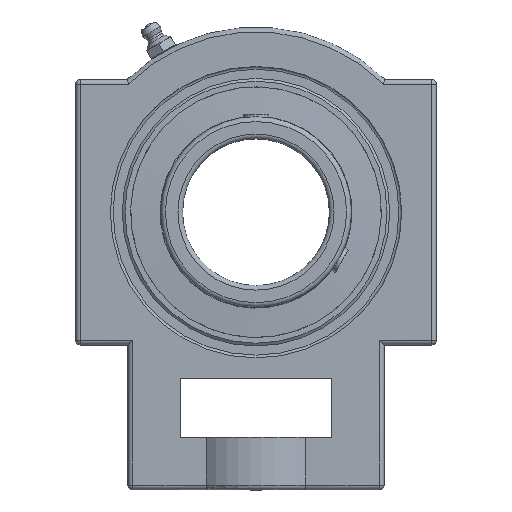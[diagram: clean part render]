
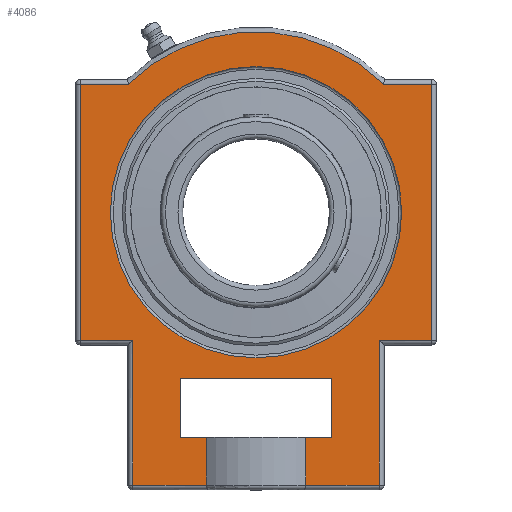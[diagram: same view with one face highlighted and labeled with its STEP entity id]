
A CAD part, top view. The second image highlights one B-rep face of the part: STEP entity #4086.
In plain terms, the highlighted face is planar.
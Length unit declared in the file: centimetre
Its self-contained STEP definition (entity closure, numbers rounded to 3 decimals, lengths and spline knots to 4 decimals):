
#107=CARTESIAN_POINT('',(0.,-4.7238,-1.85));
#108=VERTEX_POINT('',#107);
#118=CARTESIAN_POINT('',(0.,0.,-1.85));
#119=DIRECTION('',(0.,-0.,1.));
#120=DIRECTION('',(0.,1.,0.));
#121=AXIS2_PLACEMENT_3D('',#118,#119,#120);
#122=CIRCLE('',#121,4.7238);
#123=EDGE_CURVE('',#108,#108,#122,.T.);
#2804=CARTESIAN_POINT('',(-4.,-8.85,-1.85));
#2805=VERTEX_POINT('',#2804);
#2830=CARTESIAN_POINT('',(4.,-8.85,-1.85));
#2831=VERTEX_POINT('',#2830);
#2872=CARTESIAN_POINT('',(4.,-4.15,-1.85));
#2873=VERTEX_POINT('',#2872);
#2874=CARTESIAN_POINT('',(4.,-9.165,-1.85));
#2875=DIRECTION('',(0.,1.,0.));
#2876=VECTOR('',#2875,15.33);
#2877=LINE('',#2874,#2876);
#2878=EDGE_CURVE('',#2831,#2873,#2877,.T.);
#2906=CARTESIAN_POINT('',(-5.7,-4.15,-1.85));
#2907=VERTEX_POINT('',#2906);
#2932=CARTESIAN_POINT('',(5.7,-4.15,-1.85));
#2933=VERTEX_POINT('',#2932);
#2976=CARTESIAN_POINT('',(-5.7,4.15,-1.85));
#2977=VERTEX_POINT('',#2976);
#3002=CARTESIAN_POINT('',(5.7,4.15,-1.85));
#3003=VERTEX_POINT('',#3002);
#3044=CARTESIAN_POINT('',(4.1231,4.15,-1.85));
#3045=VERTEX_POINT('',#3044);
#3046=CARTESIAN_POINT('',(6.015,4.15,-1.85));
#3047=DIRECTION('',(-1.,0.,0.));
#3048=VECTOR('',#3047,12.03);
#3049=LINE('',#3046,#3048);
#3050=EDGE_CURVE('',#3003,#3045,#3049,.T.);
#3087=CARTESIAN_POINT('',(-4.1231,4.15,-1.85));
#3088=VERTEX_POINT('',#3087);
#3089=CARTESIAN_POINT('',(0.,0.,-1.85));
#3090=DIRECTION('',(0.,0.,1.));
#3091=DIRECTION('',(-0.,1.,0.));
#3092=AXIS2_PLACEMENT_3D('',#3089,#3090,#3091);
#3093=CIRCLE('',#3092,5.85);
#3094=EDGE_CURVE('',#3045,#3088,#3093,.T.);
#3121=CARTESIAN_POINT('',(6.015,4.15,-1.85));
#3122=DIRECTION('',(-1.,0.,0.));
#3123=VECTOR('',#3122,12.03);
#3124=LINE('',#3121,#3123);
#3125=EDGE_CURVE('',#3088,#2977,#3124,.T.);
#3183=CARTESIAN_POINT('',(5.7,-4.498,-1.85));
#3184=DIRECTION('',(0.,1.,0.));
#3185=VECTOR('',#3184,8.996);
#3186=LINE('',#3183,#3185);
#3187=EDGE_CURVE('',#2933,#3003,#3186,.T.);
#3237=CARTESIAN_POINT('',(-5.7,4.498,-1.85));
#3238=DIRECTION('',(0.,-1.,0.));
#3239=VECTOR('',#3238,8.996);
#3240=LINE('',#3237,#3239);
#3241=EDGE_CURVE('',#2977,#2907,#3240,.T.);
#3283=CARTESIAN_POINT('',(-6.015,-4.15,-1.85));
#3284=DIRECTION('',(1.,0.,-0.));
#3285=VECTOR('',#3284,12.03);
#3286=LINE('',#3283,#3285);
#3287=EDGE_CURVE('',#2873,#2933,#3286,.T.);
#3346=CARTESIAN_POINT('',(-4.,-4.15,-1.85));
#3347=VERTEX_POINT('',#3346);
#3348=CARTESIAN_POINT('',(-6.015,-4.15,-1.85));
#3349=DIRECTION('',(1.,0.,-0.));
#3350=VECTOR('',#3349,12.03);
#3351=LINE('',#3348,#3350);
#3352=EDGE_CURVE('',#2907,#3347,#3351,.T.);
#3369=CARTESIAN_POINT('',(-4.,6.165,-1.85));
#3370=DIRECTION('',(0.,-1.,0.));
#3371=VECTOR('',#3370,15.33);
#3372=LINE('',#3369,#3371);
#3373=EDGE_CURVE('',#3347,#2805,#3372,.T.);
#3413=CARTESIAN_POINT('',(1.6062,-8.85,-1.85));
#3414=VERTEX_POINT('',#3413);
#3415=CARTESIAN_POINT('',(-6.015,-8.85,-1.85));
#3416=DIRECTION('',(1.,0.,-0.));
#3417=VECTOR('',#3416,12.03);
#3418=LINE('',#3415,#3417);
#3419=EDGE_CURVE('',#3414,#2831,#3418,.T.);
#3486=CARTESIAN_POINT('',(-1.6062,-8.85,-1.85));
#3487=VERTEX_POINT('',#3486);
#3488=CARTESIAN_POINT('',(-6.015,-8.85,-1.85));
#3489=DIRECTION('',(1.,0.,-0.));
#3490=VECTOR('',#3489,12.03);
#3491=LINE('',#3488,#3490);
#3492=EDGE_CURVE('',#2805,#3487,#3491,.T.);
#4011=CARTESIAN_POINT('',(-2.5601,-2.1476,-1.85));
#4012=DIRECTION('',(0.,0.,1.));
#4013=DIRECTION('',(1.,0.,0.));
#4014=AXIS2_PLACEMENT_3D('',#4011,#4012,#4013);
#4015=PLANE('',#4014);
#4016=ORIENTED_EDGE('',*,*,#3492,.F.);
#4017=ORIENTED_EDGE('',*,*,#3373,.F.);
#4018=ORIENTED_EDGE('',*,*,#3352,.F.);
#4019=ORIENTED_EDGE('',*,*,#3241,.F.);
#4020=ORIENTED_EDGE('',*,*,#3125,.F.);
#4021=ORIENTED_EDGE('',*,*,#3094,.F.);
#4022=ORIENTED_EDGE('',*,*,#3050,.F.);
#4023=ORIENTED_EDGE('',*,*,#3187,.F.);
#4024=ORIENTED_EDGE('',*,*,#3287,.F.);
#4025=ORIENTED_EDGE('',*,*,#2878,.F.);
#4026=ORIENTED_EDGE('',*,*,#3419,.F.);
#4027=CARTESIAN_POINT('',(1.6062,-7.3,-1.85));
#4028=VERTEX_POINT('',#4027);
#4029=CARTESIAN_POINT('',(1.6062,-12353.15,-1.85));
#4030=DIRECTION('',(0.,1.,0.));
#4031=VECTOR('',#4030,24690.);
#4032=LINE('',#4029,#4031);
#4033=EDGE_CURVE('',#3414,#4028,#4032,.T.);
#4034=ORIENTED_EDGE('',*,*,#4033,.T.);
#4035=CARTESIAN_POINT('',(2.45,-7.3,-1.85));
#4036=VERTEX_POINT('',#4035);
#4037=CARTESIAN_POINT('',(12347.45,-7.3,-1.85));
#4038=DIRECTION('',(-1.,0.,0.));
#4039=VECTOR('',#4038,24690.);
#4040=LINE('',#4037,#4039);
#4041=EDGE_CURVE('',#4036,#4028,#4040,.T.);
#4042=ORIENTED_EDGE('',*,*,#4041,.F.);
#4043=CARTESIAN_POINT('',(2.45,-5.4,-1.85));
#4044=VERTEX_POINT('',#4043);
#4045=CARTESIAN_POINT('',(2.45,12339.6,-1.85));
#4046=DIRECTION('',(0.,-1.,0.));
#4047=VECTOR('',#4046,24690.);
#4048=LINE('',#4045,#4047);
#4049=EDGE_CURVE('',#4044,#4036,#4048,.T.);
#4050=ORIENTED_EDGE('',*,*,#4049,.F.);
#4051=CARTESIAN_POINT('',(-2.45,-5.4,-1.85));
#4052=VERTEX_POINT('',#4051);
#4053=CARTESIAN_POINT('',(-12345.,-5.4,-1.85));
#4054=DIRECTION('',(1.,0.,-0.));
#4055=VECTOR('',#4054,24690.);
#4056=LINE('',#4053,#4055);
#4057=EDGE_CURVE('',#4052,#4044,#4056,.T.);
#4058=ORIENTED_EDGE('',*,*,#4057,.F.);
#4059=CARTESIAN_POINT('',(-2.45,-7.3,-1.85));
#4060=VERTEX_POINT('',#4059);
#4061=CARTESIAN_POINT('',(-2.45,-12350.4,-1.85));
#4062=DIRECTION('',(0.,1.,0.));
#4063=VECTOR('',#4062,24690.);
#4064=LINE('',#4061,#4063);
#4065=EDGE_CURVE('',#4060,#4052,#4064,.T.);
#4066=ORIENTED_EDGE('',*,*,#4065,.F.);
#4067=CARTESIAN_POINT('',(-1.6062,-7.3,-1.85));
#4068=VERTEX_POINT('',#4067);
#4069=CARTESIAN_POINT('',(12347.45,-7.3,-1.85));
#4070=DIRECTION('',(-1.,0.,0.));
#4071=VECTOR('',#4070,24690.);
#4072=LINE('',#4069,#4071);
#4073=EDGE_CURVE('',#4068,#4060,#4072,.T.);
#4074=ORIENTED_EDGE('',*,*,#4073,.F.);
#4075=CARTESIAN_POINT('',(-1.6062,12336.85,-1.85));
#4076=DIRECTION('',(0.,-1.,0.));
#4077=VECTOR('',#4076,24690.);
#4078=LINE('',#4075,#4077);
#4079=EDGE_CURVE('',#4068,#3487,#4078,.T.);
#4080=ORIENTED_EDGE('',*,*,#4079,.T.);
#4081=EDGE_LOOP('',(#4016,#4017,#4018,#4019,#4020,#4021,#4022,#4023,#4024,#4025,#4026,#4034,#4042,#4050,#4058,#4066,#4074,#4080));
#4082=FACE_BOUND('',#4081,.T.);
#4083=ORIENTED_EDGE('',*,*,#123,.T.);
#4084=EDGE_LOOP('',(#4083));
#4085=FACE_BOUND('',#4084,.T.);
#4086=ADVANCED_FACE('',(#4082,#4085),#4015,.F.);
